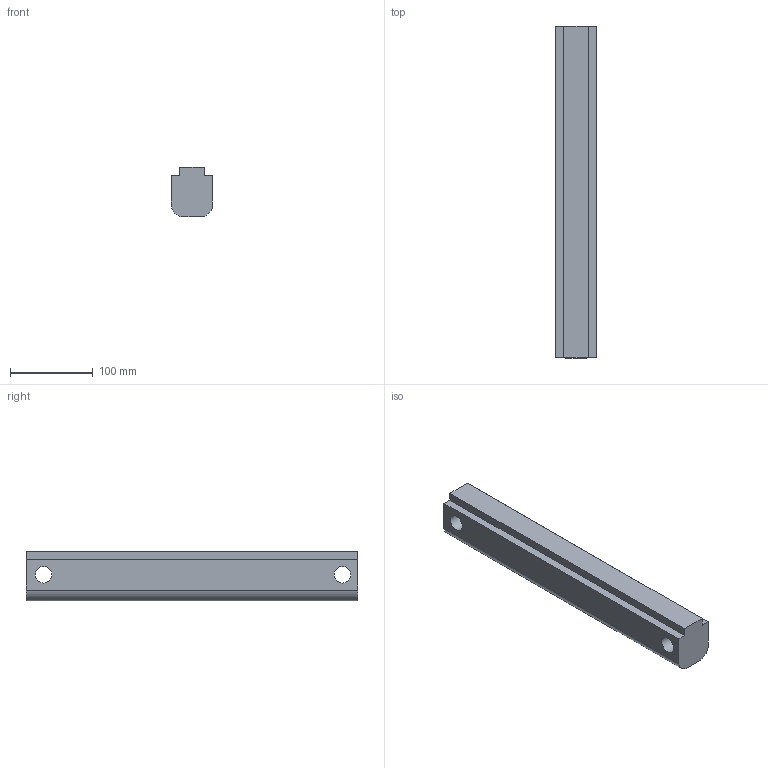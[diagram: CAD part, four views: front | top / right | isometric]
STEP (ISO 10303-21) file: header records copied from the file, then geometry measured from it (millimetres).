
FILE_DESCRIPTION(/* description */ ('STEP AP214'),/* implementation_level */ '2;1');
FILE_NAME(/* name */ '682e7c644e7a581b650856c4',/* time_stamp */ '2025-05-22T01:22:44Z',/* author */ (''),/* organization */ (''),/* preprocessor_version */ 'ST-DEVELOPER v20',/* originating_system */ 'ONSHAPE BY PTC INC, 1.198',/* authorisation */ ' ');
FILE_SCHEMA (('AUTOMOTIVE_DESIGN {1 0 10303 214 3 1 1}'));
Length unit declared in the file: metre
Products named in the file (1): Part 1
Bounding box: 50 x 400 x 60 mm (x, y, z)
Volume: 1050501.8 mm3; surface area: 93340.9 mm2
Topology: 1 solids, 1 shells, 14 faces, 36 edges, 24 vertices
Faces by surface type: plane 10, cylinder 4
Full cylindrical faces by diameter (mm): 20 x2
Entity records: 456 total; most frequent: CARTESIAN_POINT 73, DIRECTION 72, ORIENTED_EDGE 68, EDGE_CURVE 34, LINE 26, VECTOR 26, VERTEX_POINT 24, AXIS2_PLACEMENT_3D 23
